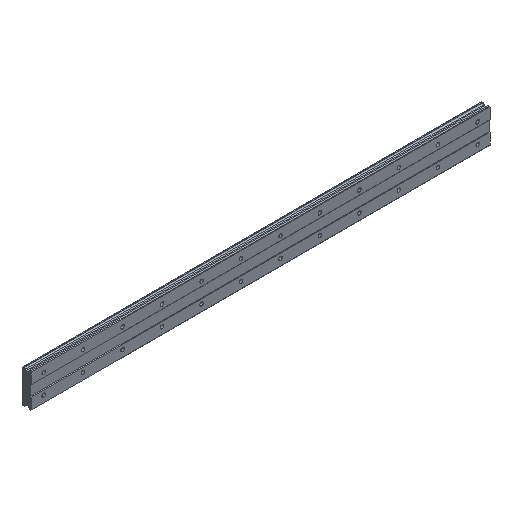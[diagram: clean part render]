
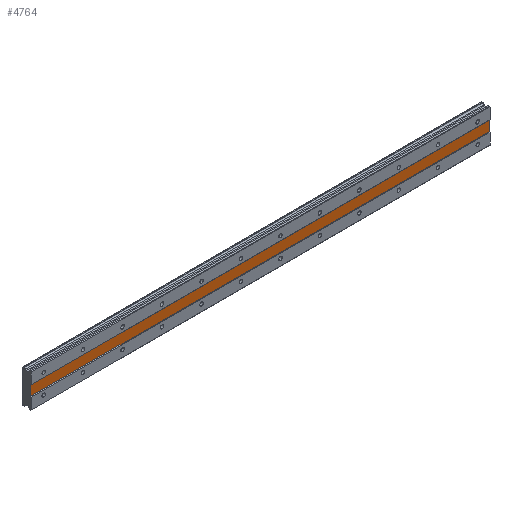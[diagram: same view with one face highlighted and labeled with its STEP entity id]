
A CAD part, isometric view. The second image highlights one B-rep face of the part: STEP entity #4764.
In plain terms, the highlighted planar face has unit normal (0, -1, 0).
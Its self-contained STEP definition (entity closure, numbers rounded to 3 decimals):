
#11 = CARTESIAN_POINT ( 'NONE',  ( 905., 1., -10. ) ) ;
#31 = DIRECTION ( 'NONE',  ( 0., 0., 1. ) ) ;
#49 = EDGE_CURVE ( 'NONE', #4470, #386, #115, .T. ) ;
#115 = LINE ( 'NONE', #4169, #2729 ) ;
#234 = ORIENTED_EDGE ( 'NONE', *, *, #2123, .T. ) ;
#386 = VERTEX_POINT ( 'NONE', #4286 ) ;
#427 = LINE ( 'NONE', #4182, #2333 ) ;
#530 = DIRECTION ( 'NONE',  ( 0., 0., -1. ) ) ;
#584 = EDGE_CURVE ( 'NONE', #4470, #4797, #427, .T. ) ;
#766 = ORIENTED_EDGE ( 'NONE', *, *, #584, .F. ) ;
#960 = ORIENTED_EDGE ( 'NONE', *, *, #1942, .F. ) ;
#1076 = EDGE_LOOP ( 'NONE', ( #234, #960, #766, #2317 ) ) ;
#1846 = PLANE ( 'NONE',  #2542 ) ;
#1921 = CARTESIAN_POINT ( 'NONE',  ( -25., 1., 10. ) ) ;
#1942 = EDGE_CURVE ( 'NONE', #4797, #4766, #4221, .T. ) ;
#1973 = VECTOR ( 'NONE', #3088, 1000. ) ;
#2123 = EDGE_CURVE ( 'NONE', #386, #4766, #4054, .T. ) ;
#2317 = ORIENTED_EDGE ( 'NONE', *, *, #49, .T. ) ;
#2333 = VECTOR ( 'NONE', #4499, 1000. ) ;
#2542 = AXIS2_PLACEMENT_3D ( 'NONE', #3340, #2631, #31 ) ;
#2631 = DIRECTION ( 'NONE',  ( 0., 1., 0. ) ) ;
#2729 = VECTOR ( 'NONE', #530, 1000. ) ;
#3088 = DIRECTION ( 'NONE',  ( 0., 0., -1. ) ) ;
#3134 = CARTESIAN_POINT ( 'NONE',  ( 905., 1., 34.482 ) ) ;
#3340 = CARTESIAN_POINT ( 'NONE',  ( 905., 1., 10. ) ) ;
#3515 = CARTESIAN_POINT ( 'NONE',  ( 905., 1., 10. ) ) ;
#3599 = DIRECTION ( 'NONE',  ( 1., 0., 0. ) ) ;
#3698 = VECTOR ( 'NONE', #3599, 1000. ) ;
#4054 = LINE ( 'NONE', #4426, #3698 ) ;
#4169 = CARTESIAN_POINT ( 'NONE',  ( -25., 1., 34.482 ) ) ;
#4182 = CARTESIAN_POINT ( 'NONE',  ( 905., 1., 10. ) ) ;
#4221 = LINE ( 'NONE', #3134, #1973 ) ;
#4286 = CARTESIAN_POINT ( 'NONE',  ( -25., 1., -10. ) ) ;
#4405 = FACE_OUTER_BOUND ( 'NONE', #1076, .T. ) ;
#4426 = CARTESIAN_POINT ( 'NONE',  ( 905., 1., -10. ) ) ;
#4470 = VERTEX_POINT ( 'NONE', #1921 ) ;
#4499 = DIRECTION ( 'NONE',  ( 1., 0., 0. ) ) ;
#4764 = ADVANCED_FACE ( 'NONE', ( #4405 ), #1846, .F. ) ;
#4766 = VERTEX_POINT ( 'NONE', #11 ) ;
#4797 = VERTEX_POINT ( 'NONE', #3515 ) ;
